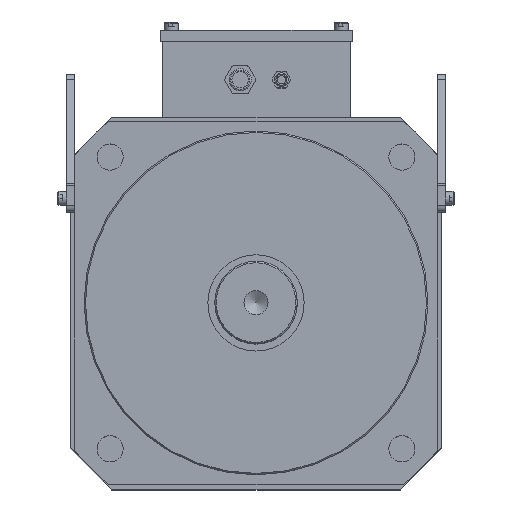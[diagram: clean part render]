
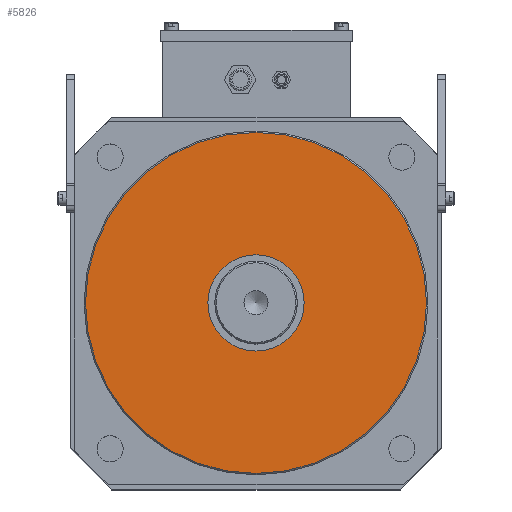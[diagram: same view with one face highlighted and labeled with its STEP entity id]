
A CAD part, top view. The second image highlights one B-rep face of the part: STEP entity #5826.
In plain terms, the highlighted planar face has unit normal (0, 0, 1).
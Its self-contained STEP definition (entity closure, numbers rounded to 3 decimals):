
#208 = CARTESIAN_POINT ( 'NONE',  ( 137.566, 317.403, -467.752 ) ) ;
#421 = ORIENTED_EDGE ( 'NONE', *, *, #9397, .F. ) ;
#1350 = AXIS2_PLACEMENT_3D ( 'NONE', #11840, #2228, #6514 ) ;
#2228 = DIRECTION ( 'NONE',  ( 0., 0., 1. ) ) ;
#3105 = VERTEX_POINT ( 'NONE', #6194 ) ;
#3515 = CARTESIAN_POINT ( 'NONE',  ( 172.566, 317.403, -467.752 ) ) ;
#4623 = DIRECTION ( 'NONE',  ( 1., 0., 0. ) ) ;
#5538 = PLANE ( 'NONE',  #13130 ) ;
#5826 = ADVANCED_FACE ( 'NONE', ( #9824, #6670 ), #5538, .T. ) ;
#6194 = CARTESIAN_POINT ( 'NONE',  ( 261.566, 317.403, -467.752 ) ) ;
#6514 = DIRECTION ( 'NONE',  ( 1., 0., 0. ) ) ;
#6670 = FACE_BOUND ( 'NONE', #10221, .T. ) ;
#6852 = DIRECTION ( 'NONE',  ( 0., 0., 1. ) ) ;
#7193 = CIRCLE ( 'NONE', #1350, 124. ) ;
#7524 = VERTEX_POINT ( 'NONE', #3515 ) ;
#7948 = DIRECTION ( 'NONE',  ( 0., 0., 1. ) ) ;
#7976 = DIRECTION ( 'NONE',  ( 1., 0., 0. ) ) ;
#8119 = EDGE_CURVE ( 'NONE', #3105, #3105, #7193, .T. ) ;
#8988 = CARTESIAN_POINT ( 'NONE',  ( 137.566, 317.403, -467.752 ) ) ;
#9397 = EDGE_CURVE ( 'NONE', #7524, #7524, #10094, .T. ) ;
#9824 = FACE_OUTER_BOUND ( 'NONE', #12376, .T. ) ;
#10094 = CIRCLE ( 'NONE', #10756, 35. ) ;
#10221 = EDGE_LOOP ( 'NONE', ( #421 ) ) ;
#10756 = AXIS2_PLACEMENT_3D ( 'NONE', #208, #6852, #7976 ) ;
#11840 = CARTESIAN_POINT ( 'NONE',  ( 137.566, 317.403, -467.752 ) ) ;
#12376 = EDGE_LOOP ( 'NONE', ( #12663 ) ) ;
#12663 = ORIENTED_EDGE ( 'NONE', *, *, #8119, .T. ) ;
#13130 = AXIS2_PLACEMENT_3D ( 'NONE', #8988, #7948, #4623 ) ;
